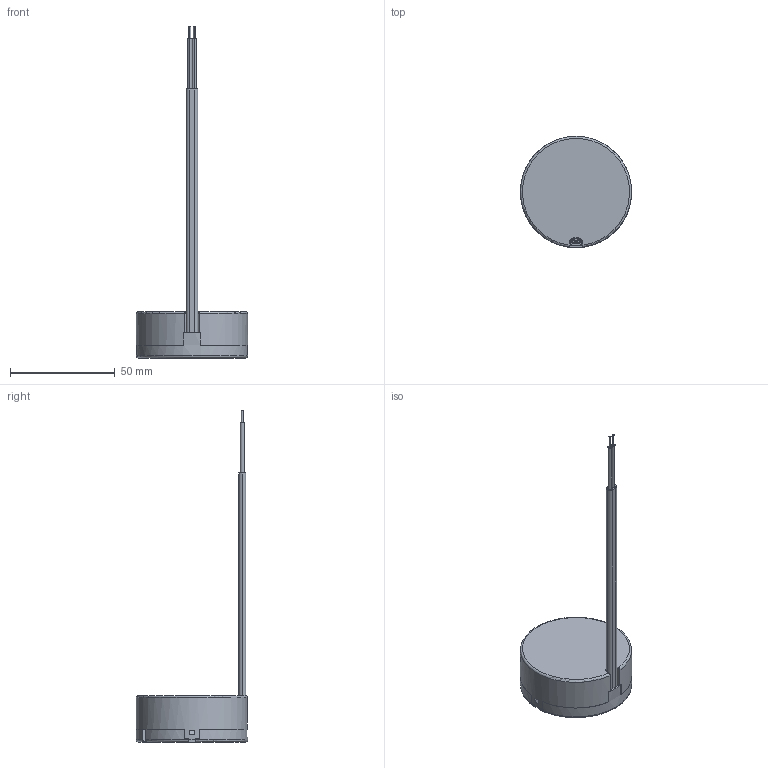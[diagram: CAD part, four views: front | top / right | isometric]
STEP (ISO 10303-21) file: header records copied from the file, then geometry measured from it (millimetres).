
FILE_DESCRIPTION(('Creo Elements/Direct Modeling STEP Export'),'2;1');
FILE_NAME('B2L Repeater.stp','2021-06-15T 7:40:20',(''),(''),'PTC Creo Elements/Direct Modeling STEP processor for AP214 (Solid Model)','PTC Creo Elements/Direct Modeling 19.0E 27-Jun-2016 (C) Parametric Technology GmbH','');
FILE_SCHEMA(('AUTOMOTIVE_DESIGN { 1 0 10303 214 1 1 1 1 }'));
Length unit declared in the file: millimetre
Products named in the file (4): Bottom-Part; kabel_4; Top-Part; B1
Assembly tree (3 placements, depth 2):
  B1
    Top-Part
    kabel_4
    Bottom-Part
Bounding box: 53 x 53 x 158.1 mm (x, y, z)
Volume: 11316.2 mm3; surface area: 19671.5 mm2
Topology: 3 solids, 3 shells, 262 faces, 688 edges, 424 vertices
Faces by surface type: plane 123, cylinder 96, torus 14, sphere 12, bspline 11, cone 6
Entity records: 10614 total; most frequent: CARTESIAN_POINT 4175, ORIENTED_EDGE 1348, DIRECTION 1290, EDGE_CURVE 674, AXIS2_PLACEMENT_3D 481, VERTEX_POINT 424, VECTOR 328, LINE 328
